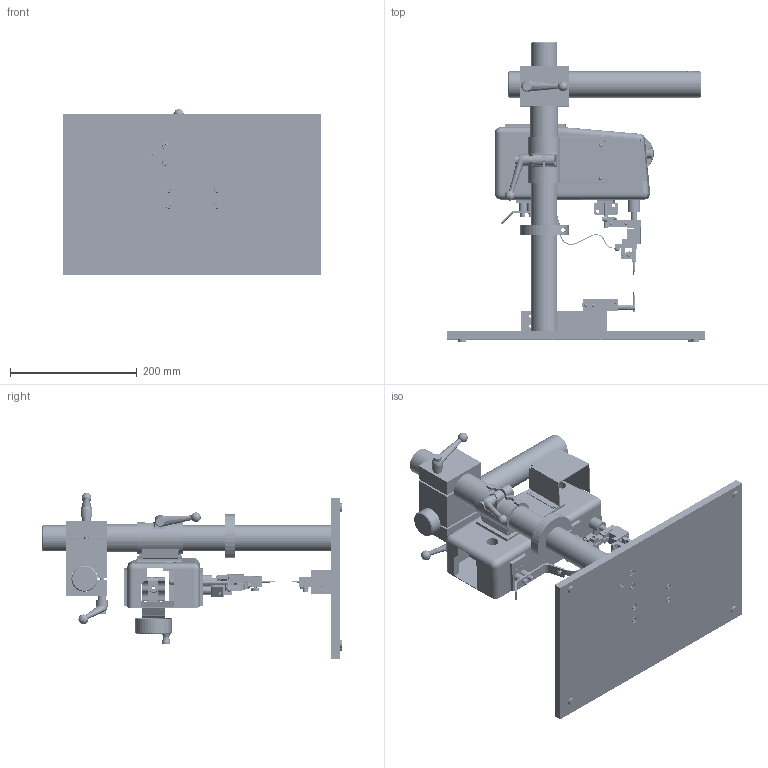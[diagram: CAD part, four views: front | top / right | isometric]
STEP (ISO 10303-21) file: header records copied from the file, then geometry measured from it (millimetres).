
FILE_DESCRIPTION (( 'STEP AP214' ), '1' );
FILE_NAME ('50F Opposed Assembly.STEP', '2015-08-20T18:19:27', ( 'user' ), ( '' ), 'SwSTEP 2.0', 'SolidWorks 2012', '' );
FILE_SCHEMA (( 'AUTOMOTIVE_DESIGN' ));
Length unit declared in the file: millimetre
Products named in the file (11): 4-02889-04 Electrode; 50F Opposed Upper Holder; 50F Opposed Lower Holder; 50F Opposed Lower Adapter; 4-30337-01 Shaft; 50F Opposed Base Pivot Mount; 4-31891-01 50F Flexure Strap; 50F Opposed Body; 50F Opposed Clamp Mount; 50F Opposed Stand; 50F Opposed Assembly
Assembly tree (11 placements, depth 2):
  50F Opposed Assembly
    50F Opposed Stand
    50F Opposed Clamp Mount
    50F Opposed Body
    4-31891-01 50F Flexure Strap
    50F Opposed Base Pivot Mount
    4-30337-01 Shaft
    50F Opposed Lower Adapter
    50F Opposed Lower Holder
    50F Opposed Upper Holder
    4-02889-04 Electrode  x2
Bounding box: 406.4 x 473.46 x 262.25 mm (x, y, z)
Volume: 3617222.3 mm3; surface area: 817372 mm2
Topology: 98 solids, 99 shells, 2695 faces, 6233 edges, 3833 vertices
Faces by surface type: plane 1401, cylinder 789, cone 355, bspline 107, torus 23, sphere 20
Full cylindrical faces by diameter (mm): 1.575 x2, 1.969 x2, 2.184 x1, 2.261 x10, 2.377 x1, 2.642 x1, 2.824 x1, 2.845 x17, 3.048 x4, 3.165 x1, 3.175 x8, 3.18 x1, 3.251 x6, 3.277 x1, 3.3 x1, 3.302 x2, 3.454 x8, 3.937 x2, 3.962 x4, 4.039 x6, 4.166 x2, 4.293 x1, 4.343 x4, 4.369 x3, 4.394 x3, 4.42 x2, 4.572 x8, 4.648 x5, 4.75 x2, 4.775 x1
Entity records: 172054 total; most frequent: CARTESIAN_POINT 85655, DIRECTION 11300, ORIENTED_EDGE 11208, EDGE_CURVE 5604, AXIS2_PLACEMENT_3D 4294, VERTEX_POINT 3637, EDGE_LOOP 3427, FACE_OUTER_BOUND 2957
